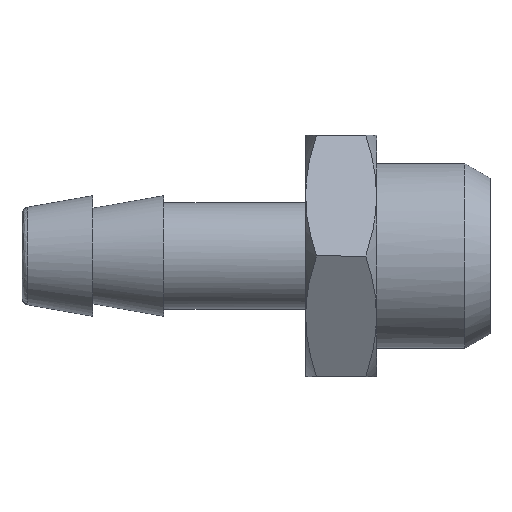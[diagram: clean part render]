
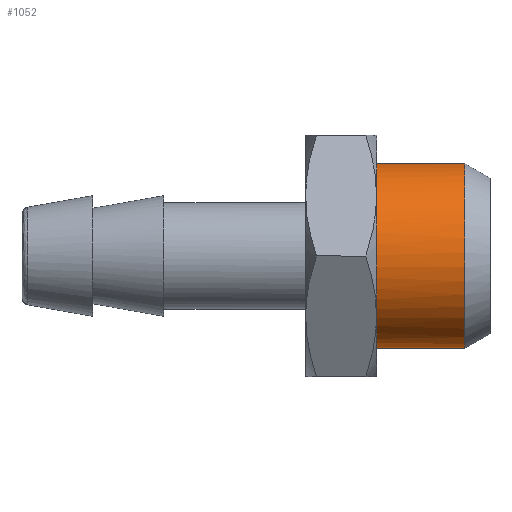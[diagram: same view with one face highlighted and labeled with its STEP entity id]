
A CAD part, left-side view. The second image highlights one B-rep face of the part: STEP entity #1052.
In plain terms, the highlighted free-form (B-spline) face has degree [1, 3] with [2, 4] control points.
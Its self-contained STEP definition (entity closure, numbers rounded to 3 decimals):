
#8 = EDGE_LOOP ( 'NONE', ( #1092, #721, #551, #328 ) ) ;
#13 = B_SPLINE_CURVE_WITH_KNOTS ( 'NONE', 1,
 ( #393, #245 ),
 .UNSPECIFIED., .F., .F.,
 ( 2, 2 ),
 ( -1., 0. ),
 .UNSPECIFIED. ) ;
#33 = CARTESIAN_POINT ( 'NONE',  ( -3.286, 8., -5.696 ) ) ;
#39 = CARTESIAN_POINT ( 'NONE',  ( -4.005, 8., -5.216 ) ) ;
#128 = CARTESIAN_POINT ( 'NONE',  ( -13.04, 1.767, -6.52 ) ) ;
#144 = CARTESIAN_POINT ( 'NONE',  ( -13.04, 8., -6.52 ) ) ;
#189 = CARTESIAN_POINT ( 'NONE',  ( -6.52, 8., 0.856 ) ) ;
#217 = VERTEX_POINT ( 'NONE', #1830 ) ;
#222 = EDGE_CURVE ( 'NONE', #217, #596, #500, .T. ) ;
#245 = CARTESIAN_POINT ( 'NONE',  ( 0., 8., 6.52 ) ) ;
#266 = EDGE_CURVE ( 'NONE', #217, #1435, #1425, .T. ) ;
#310 = CARTESIAN_POINT ( 'NONE',  ( -13.04, 1.767, -6.52 ) ) ;
#312 = CARTESIAN_POINT ( 'NONE',  ( 0., 8., -6.52 ) ) ;
#328 = ORIENTED_EDGE ( 'NONE', *, *, #1741, .T. ) ;
#349 = CARTESIAN_POINT ( 'NONE',  ( -5.696, 8., -3.286 ) ) ;
#393 = CARTESIAN_POINT ( 'NONE',  ( 0., 1.767, 6.52 ) ) ;
#484 = CARTESIAN_POINT ( 'NONE',  ( -6.351, 8., -1.704 ) ) ;
#489 = CARTESIAN_POINT ( 'NONE',  ( 0., 1.767, 6.52 ) ) ;
#491 = CARTESIAN_POINT ( 'NONE',  ( -5.216, 8., -4.005 ) ) ;
#500 = B_SPLINE_CURVE_WITH_KNOTS ( 'NONE', 3,
 ( #312, #931, #1247, #33, #39, #491, #349, #484, #1407, #189, #501, #1091, #638, #941, #1560, #1404, #1701, #649 ),
 .UNSPECIFIED., .F., .F.,
 ( 4, 2, 2, 2, 2, 2, 2, 2, 4 ),
 ( 0., 0.393, 0.785, 1.178, 1.571, 1.963, 2.356, 2.749, 3.142 ),
 .UNSPECIFIED. ) ;
#501 = CARTESIAN_POINT ( 'NONE',  ( -6.351, 8., 1.704 ) ) ;
#551 = ORIENTED_EDGE ( 'NONE', *, *, #1621, .T. ) ;
#590 = CARTESIAN_POINT ( 'NONE',  ( 0., 1.767, 6.52 ) ) ;
#596 = VERTEX_POINT ( 'NONE', #909 ) ;
#623 = CARTESIAN_POINT ( 'NONE',  ( 0., 1.767, -6.52 ) ) ;
#638 = CARTESIAN_POINT ( 'NONE',  ( -5.216, 8., 4.005 ) ) ;
#649 = CARTESIAN_POINT ( 'NONE',  ( 0., 8., 6.52 ) ) ;
#721 = ORIENTED_EDGE ( 'NONE', *, *, #266, .T. ) ;
#789 = CARTESIAN_POINT ( 'NONE',  ( 0., 1.767, 6.52 ) ) ;
#812 = CARTESIAN_POINT ( 'NONE',  ( 0., 1.767, -6.52 ) ) ;
#909 = CARTESIAN_POINT ( 'NONE',  ( 0., 8., 6.52 ) ) ;
#931 = CARTESIAN_POINT ( 'NONE',  ( -0.856, 8., -6.52 ) ) ;
#941 = CARTESIAN_POINT ( 'NONE',  ( -4.005, 8., 5.216 ) ) ;
#1018 = CARTESIAN_POINT ( 'NONE',  ( 0., 1.767, -6.52 ) ) ;
#1032 = CARTESIAN_POINT ( 'NONE',  ( -13.04, 1.767, 6.52 ) ) ;
#1052 = ADVANCED_FACE ( 'NONE', ( #1235 ), #1820, .F. ) ;
#1091 = CARTESIAN_POINT ( 'NONE',  ( -5.696, 8., 3.286 ) ) ;
#1092 = ORIENTED_EDGE ( 'NONE', *, *, #222, .F. ) ;
#1199 = CARTESIAN_POINT ( 'NONE',  ( -13.04, 8., 6.52 ) ) ;
#1235 = FACE_OUTER_BOUND ( 'NONE', #8, .T. ) ;
#1247 = CARTESIAN_POINT ( 'NONE',  ( -1.704, 8., -6.351 ) ) ;
#1330 =( BOUNDED_CURVE ( )  B_SPLINE_CURVE ( 3, ( #623, #310, #1821, #789 ),
 .UNSPECIFIED., .F., .F. ) 
 B_SPLINE_CURVE_WITH_KNOTS ( ( 4, 4 ),
 ( -3.142, 0. ),
 .UNSPECIFIED. ) 
 CURVE ( )  GEOMETRIC_REPRESENTATION_ITEM ( )  RATIONAL_B_SPLINE_CURVE ( ( 1., 0.333, 0.333, 1. ) ) 
 REPRESENTATION_ITEM ( '' )  );
#1345 = CARTESIAN_POINT ( 'NONE',  ( 0., 8., -6.52 ) ) ;
#1404 = CARTESIAN_POINT ( 'NONE',  ( -1.704, 8., 6.351 ) ) ;
#1407 = CARTESIAN_POINT ( 'NONE',  ( -6.52, 8., -0.856 ) ) ;
#1415 = CARTESIAN_POINT ( 'NONE',  ( 0., 8., -6.52 ) ) ;
#1425 = B_SPLINE_CURVE_WITH_KNOTS ( 'NONE', 1,
 ( #1415, #812 ),
 .UNSPECIFIED., .F., .F.,
 ( 2, 2 ),
 ( -1., 0. ),
 .UNSPECIFIED. ) ;
#1435 = VERTEX_POINT ( 'NONE', #1785 ) ;
#1560 = CARTESIAN_POINT ( 'NONE',  ( -3.286, 8., 5.696 ) ) ;
#1621 = EDGE_CURVE ( 'NONE', #1435, #1725, #1330, .T. ) ;
#1701 = CARTESIAN_POINT ( 'NONE',  ( -0.856, 8., 6.52 ) ) ;
#1725 = VERTEX_POINT ( 'NONE', #489 ) ;
#1741 = EDGE_CURVE ( 'NONE', #1725, #596, #13, .T. ) ;
#1779 = CARTESIAN_POINT ( 'NONE',  ( 0., 8., 6.52 ) ) ;
#1785 = CARTESIAN_POINT ( 'NONE',  ( 0., 1.767, -6.52 ) ) ;
#1820 =( BOUNDED_SURFACE ( )  B_SPLINE_SURFACE ( 1, 3, ( 
 ( #1779, #1199, #144, #1345 ),
 ( #590, #1032, #128, #1018 ) ),
 .UNSPECIFIED., .F., .F., .F. ) 
 B_SPLINE_SURFACE_WITH_KNOTS ( ( 2, 2 ),
 ( 4, 4 ),
 ( 0., 1. ),
 ( 0., 1. ),
 .UNSPECIFIED. ) 
 GEOMETRIC_REPRESENTATION_ITEM ( )  RATIONAL_B_SPLINE_SURFACE ( (
 ( 1., 0.333, 0.333, 1.),
 ( 1., 0.333, 0.333, 1.) ) ) 
 REPRESENTATION_ITEM ( '' )  SURFACE ( )  );
#1821 = CARTESIAN_POINT ( 'NONE',  ( -13.04, 1.767, 6.52 ) ) ;
#1830 = CARTESIAN_POINT ( 'NONE',  ( 0., 8., -6.52 ) ) ;
